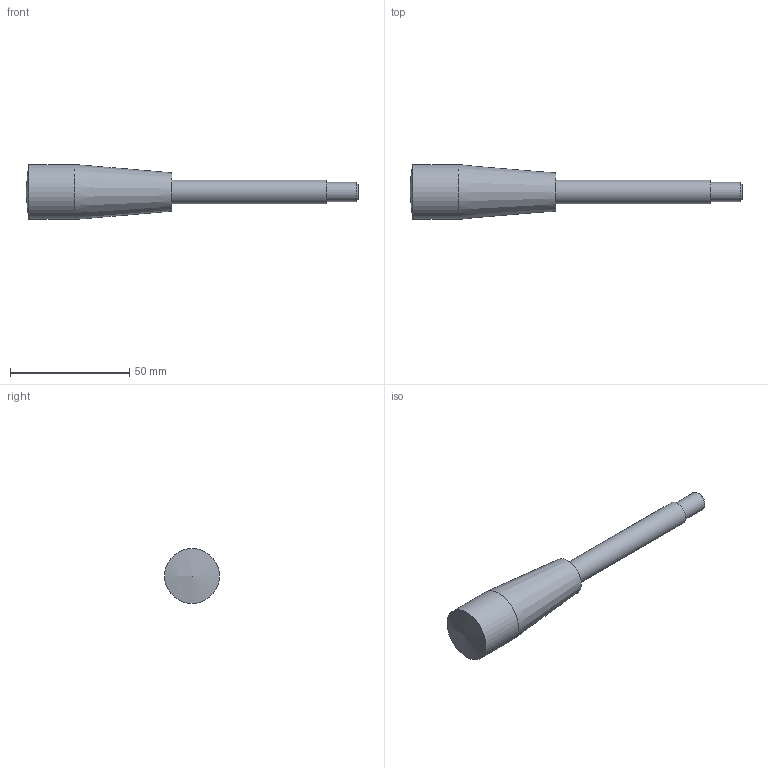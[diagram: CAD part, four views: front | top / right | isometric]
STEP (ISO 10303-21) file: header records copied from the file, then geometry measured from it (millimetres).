
FILE_DESCRIPTION( ( 'STEP AP214' ), '1' );
FILE_NAME( 'K0179.1610X65.stp', '2020-11-26T11:25:49', ( '' ), ( '' ), ' ', 'PARTsolutions', ' ' );
FILE_SCHEMA( ( 'AUTOMOTIVE_DESIGN { 1 0 10303 214 1 1 1 1 }' ) );
Length unit declared in the file: millimetre
Products named in the file (1): _K0179.1610X65
Bounding box: 139 x 23 x 23 mm (x, y, z)
Volume: 26307.2 mm3; surface area: 6876.3 mm2
Topology: 1 solids, 1 shells, 9 faces, 16 edges, 10 vertices
Faces by surface type: cylinder 3, plane 3, cone 2, sphere 1
Full cylindrical faces by diameter (mm): 8 x1, 10 x1, 23 x1
Entity records: 266 total; most frequent: DIRECTION 36, CARTESIAN_POINT 27, AXIS2_PLACEMENT_3D 18, EDGE_LOOP 16, ORIENTED_EDGE 16, FACE_OUTER_BOUND 12, STYLED_ITEM 9, PRESENTATION_STYLE_ASSIGNMENT 9
